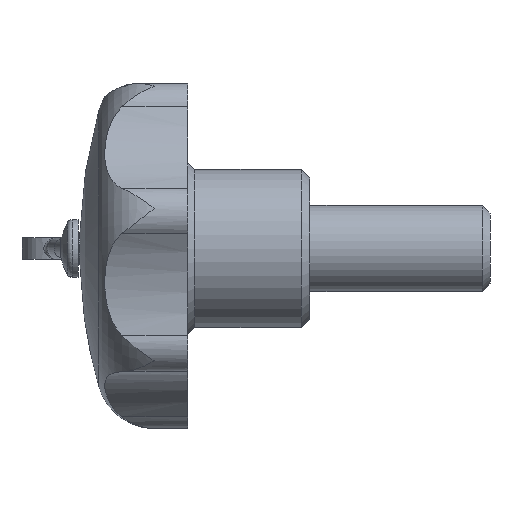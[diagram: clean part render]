
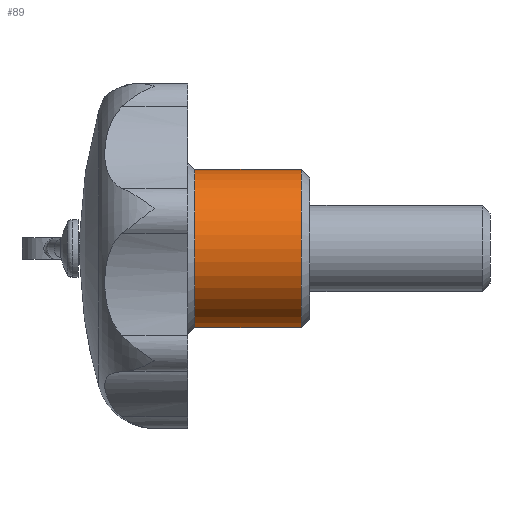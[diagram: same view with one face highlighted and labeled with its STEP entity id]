
A CAD part, left-side view. The second image highlights one B-rep face of the part: STEP entity #89.
In plain terms, the highlighted cylindrical face has radius 11 mm (diameter 22 mm), a full revolution.
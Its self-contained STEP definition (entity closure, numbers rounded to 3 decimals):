
#89 = ADVANCED_FACE( '', ( #225, #226 ), #227, .T. );
#225 = FACE_OUTER_BOUND( '', #423, .T. );
#226 = FACE_OUTER_BOUND( '', #424, .T. );
#227 = CYLINDRICAL_SURFACE( '', #425, 11. );
#423 = EDGE_LOOP( '', ( #633 ) );
#424 = EDGE_LOOP( '', ( #634 ) );
#425 = AXIS2_PLACEMENT_3D( '', #635, #636, #637 );
#633 = ORIENTED_EDGE( '', *, *, #1112, .F. );
#634 = ORIENTED_EDGE( '', *, *, #1113, .T. );
#635 = CARTESIAN_POINT( '', ( 0., 0., 0. ) );
#636 = DIRECTION( '', ( 0., 1., 0. ) );
#637 = DIRECTION( '', ( 0., 0., -1. ) );
#1112 = EDGE_CURVE( '', #1314, #1314, #1315, .T. );
#1113 = EDGE_CURVE( '', #1316, #1316, #1317, .T. );
#1314 = VERTEX_POINT( '', #1654 );
#1315 = CIRCLE( '', #1655, 11. );
#1316 = VERTEX_POINT( '', #1656 );
#1317 = CIRCLE( '', #1657, 11. );
#1654 = CARTESIAN_POINT( '', ( 0., 1.2, -11. ) );
#1655 = AXIS2_PLACEMENT_3D( '', #2397, #2398, #2399 );
#1656 = CARTESIAN_POINT( '', ( 0., 16., -11. ) );
#1657 = AXIS2_PLACEMENT_3D( '', #2400, #2401, #2402 );
#2397 = CARTESIAN_POINT( '', ( 0., 1.2, 0. ) );
#2398 = DIRECTION( '', ( 0., -1., 0. ) );
#2399 = DIRECTION( '', ( 0., 0., -1. ) );
#2400 = CARTESIAN_POINT( '', ( 0., 16., 0. ) );
#2401 = DIRECTION( '', ( 0., -1., 0. ) );
#2402 = DIRECTION( '', ( 0., 0., -1. ) );
